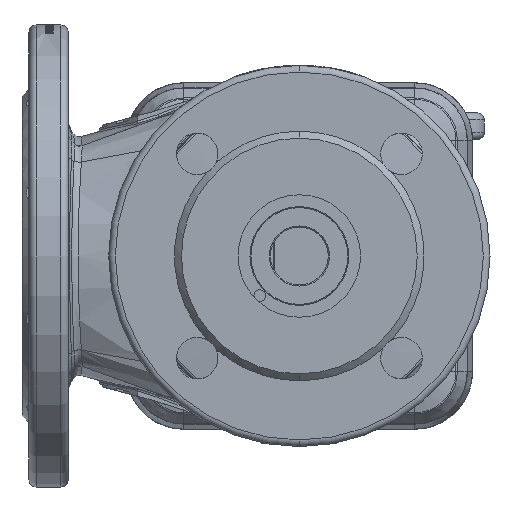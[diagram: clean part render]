
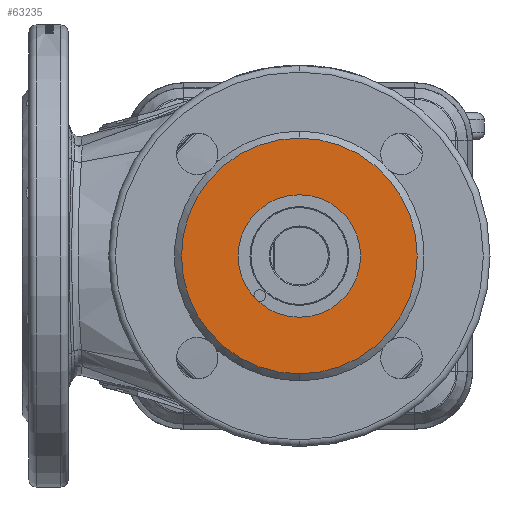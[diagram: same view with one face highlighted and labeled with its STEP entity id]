
A CAD part, front view. The second image highlights one B-rep face of the part: STEP entity #63235.
In plain terms, the highlighted planar face has unit normal (0, -1, 0).
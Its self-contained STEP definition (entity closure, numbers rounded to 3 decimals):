
#1830 = AXIS2_PLACEMENT_3D ( 'NONE', #5992, #158045, #61727 ) ;
#4816 = CIRCLE ( 'NONE', #1830, 26.5 ) ;
#5992 = CARTESIAN_POINT ( 'NONE',  ( 0., -150., 0. ) ) ;
#18304 = DIRECTION ( 'NONE',  ( 0., 1., 0. ) ) ;
#24878 = CIRCLE ( 'NONE', #77444, 51. ) ;
#28570 = CARTESIAN_POINT ( 'NONE',  ( 0., -150., 0. ) ) ;
#30155 = CARTESIAN_POINT ( 'NONE',  ( 0., -150., 0. ) ) ;
#32335 = ORIENTED_EDGE ( 'NONE', *, *, #62132, .F. ) ;
#41276 = DIRECTION ( 'NONE',  ( 0., 0., 1. ) ) ;
#42313 = AXIS2_PLACEMENT_3D ( 'NONE', #28570, #167896, #151414 ) ;
#45945 = CARTESIAN_POINT ( 'NONE',  ( 0., -150., 51. ) ) ;
#57573 = FACE_OUTER_BOUND ( 'NONE', #59633, .T. ) ;
#58532 = VERTEX_POINT ( 'NONE', #168203 ) ;
#59633 = EDGE_LOOP ( 'NONE', ( #95545, #32335 ) ) ;
#60232 = VERTEX_POINT ( 'NONE', #153244 ) ;
#61727 = DIRECTION ( 'NONE',  ( 0., 0., 1. ) ) ;
#62132 = EDGE_CURVE ( 'NONE', #58532, #122959, #171250, .T. ) ;
#63235 = ADVANCED_FACE ( 'NONE', ( #100637, #57573 ), #115309, .T. ) ;
#66433 = CIRCLE ( 'NONE', #116152, 26.5 ) ;
#77444 = AXIS2_PLACEMENT_3D ( 'NONE', #170428, #18304, #155764 ) ;
#77818 = AXIS2_PLACEMENT_3D ( 'NONE', #30155, #141998, #157525 ) ;
#95545 = ORIENTED_EDGE ( 'NONE', *, *, #150655, .F. ) ;
#100637 = FACE_BOUND ( 'NONE', #146113, .T. ) ;
#113842 = CARTESIAN_POINT ( 'NONE',  ( 0., -150., -26.5 ) ) ;
#115309 = PLANE ( 'NONE',  #77818 ) ;
#116152 = AXIS2_PLACEMENT_3D ( 'NONE', #124751, #166913, #41276 ) ;
#116341 = EDGE_CURVE ( 'NONE', #147140, #60232, #4816, .T. ) ;
#122959 = VERTEX_POINT ( 'NONE', #45945 ) ;
#124751 = CARTESIAN_POINT ( 'NONE',  ( 0., -150., 0. ) ) ;
#135031 = ORIENTED_EDGE ( 'NONE', *, *, #116341, .T. ) ;
#141998 = DIRECTION ( 'NONE',  ( 0., -1., 0. ) ) ;
#142405 = EDGE_CURVE ( 'NONE', #60232, #147140, #66433, .T. ) ;
#146113 = EDGE_LOOP ( 'NONE', ( #146998, #135031 ) ) ;
#146998 = ORIENTED_EDGE ( 'NONE', *, *, #142405, .T. ) ;
#147140 = VERTEX_POINT ( 'NONE', #113842 ) ;
#150655 = EDGE_CURVE ( 'NONE', #122959, #58532, #24878, .T. ) ;
#151414 = DIRECTION ( 'NONE',  ( 0., 0., 1. ) ) ;
#153244 = CARTESIAN_POINT ( 'NONE',  ( 0., -150., 26.5 ) ) ;
#155764 = DIRECTION ( 'NONE',  ( 0., 0., 1. ) ) ;
#157525 = DIRECTION ( 'NONE',  ( 0., 0., -1. ) ) ;
#158045 = DIRECTION ( 'NONE',  ( 0., 1., 0. ) ) ;
#166913 = DIRECTION ( 'NONE',  ( 0., 1., 0. ) ) ;
#167896 = DIRECTION ( 'NONE',  ( 0., 1., 0. ) ) ;
#168203 = CARTESIAN_POINT ( 'NONE',  ( 0., -150., -51. ) ) ;
#170428 = CARTESIAN_POINT ( 'NONE',  ( 0., -150., 0. ) ) ;
#171250 = CIRCLE ( 'NONE', #42313, 51. ) ;
